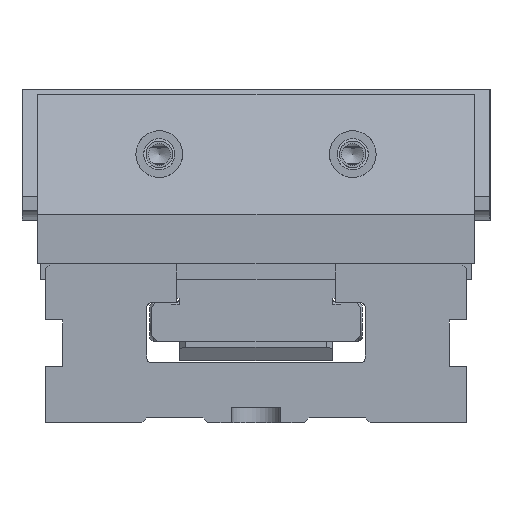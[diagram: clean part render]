
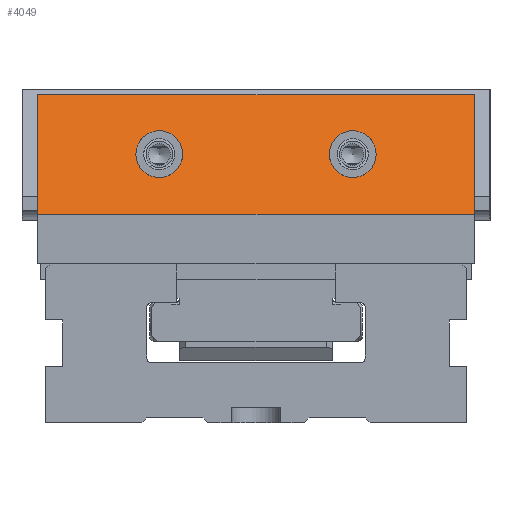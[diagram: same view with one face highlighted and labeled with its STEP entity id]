
A CAD part, left-side view. The second image highlights one B-rep face of the part: STEP entity #4049.
In plain terms, the highlighted planar face has unit normal (-0.924, 0, 0.383).
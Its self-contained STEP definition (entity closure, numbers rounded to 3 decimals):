
#3493=ELLIPSE('',#11447,8.118,7.5);
#3494=ELLIPSE('',#11453,8.118,7.5);
#4049=ADVANCED_FACE('',(#6233,#6234,#6235),#4391,.F.);
#4391=PLANE('',#11455);
#4830=LINE('',#15338,#5549);
#4839=LINE('',#15358,#5558);
#4851=LINE('',#15382,#5570);
#4857=LINE('',#15393,#5576);
#5549=VECTOR('',#12761,1.);
#5558=VECTOR('',#12774,1.);
#5570=VECTOR('',#12790,1.);
#5576=VECTOR('',#12800,1.);
#6233=FACE_BOUND('',#6701,.T.);
#6234=FACE_BOUND('',#6702,.T.);
#6235=FACE_BOUND('',#6703,.T.);
#6701=EDGE_LOOP('',(#7937,#7938,#7939,#7940));
#6702=EDGE_LOOP('',(#7941));
#6703=EDGE_LOOP('',(#7942));
#7937=ORIENTED_EDGE('',*,*,#10261,.F.);
#7938=ORIENTED_EDGE('',*,*,#10251,.F.);
#7939=ORIENTED_EDGE('',*,*,#10274,.F.);
#7940=ORIENTED_EDGE('',*,*,#10280,.F.);
#7941=ORIENTED_EDGE('',*,*,#10299,.T.);
#7942=ORIENTED_EDGE('',*,*,#10302,.F.);
#9390=VERTEX_POINT('',#15337);
#9391=VERTEX_POINT('',#15339);
#9400=VERTEX_POINT('',#15359);
#9409=VERTEX_POINT('',#15381);
#9424=VERTEX_POINT('',#15433);
#9427=VERTEX_POINT('',#15442);
#10251=EDGE_CURVE('',#9390,#9391,#4830,.T.);
#10261=EDGE_CURVE('',#9391,#9400,#4839,.T.);
#10274=EDGE_CURVE('',#9409,#9390,#4851,.T.);
#10280=EDGE_CURVE('',#9400,#9409,#4857,.T.);
#10299=EDGE_CURVE('',#9424,#9424,#3493,.T.);
#10302=EDGE_CURVE('',#9427,#9427,#3494,.T.);
#11447=AXIS2_PLACEMENT_3D('',#15432,#12847,#12848);
#11453=AXIS2_PLACEMENT_3D('',#15441,#12859,#12860);
#11455=AXIS2_PLACEMENT_3D('',#15444,#12863,#12864);
#12761=DIRECTION('',(0.,-1.,0.));
#12774=DIRECTION('',(-0.383,0.,-0.924));
#12790=DIRECTION('',(0.383,0.,0.924));
#12800=DIRECTION('',(0.,1.,0.));
#12847=DIRECTION('',(0.924,0.,-0.383));
#12848=DIRECTION('',(0.383,0.,0.924));
#12859=DIRECTION('',(-0.924,0.,0.383));
#12860=DIRECTION('',(0.383,0.,0.924));
#12863=DIRECTION('',(0.924,0.,-0.383));
#12864=DIRECTION('',(-0.383,0.,-0.924));
#15337=CARTESIAN_POINT('',(-56.094,164.796,105.45));
#15338=CARTESIAN_POINT('',(-56.094,94.796,105.45));
#15339=CARTESIAN_POINT('',(-56.094,24.796,105.45));
#15358=CARTESIAN_POINT('',(-63.561,24.796,87.423));
#15359=CARTESIAN_POINT('',(-72.,24.796,67.05));
#15381=CARTESIAN_POINT('',(-72.,164.796,67.05));
#15382=CARTESIAN_POINT('',(-63.561,164.796,87.423));
#15393=CARTESIAN_POINT('',(-72.,94.796,67.05));
#15432=CARTESIAN_POINT('',(-64.006,63.796,86.35));
#15433=CARTESIAN_POINT('',(-60.899,63.796,93.85));
#15441=CARTESIAN_POINT('',(-64.006,125.796,86.35));
#15442=CARTESIAN_POINT('',(-60.899,125.796,93.85));
#15444=CARTESIAN_POINT('',(-72.,94.796,67.05));
